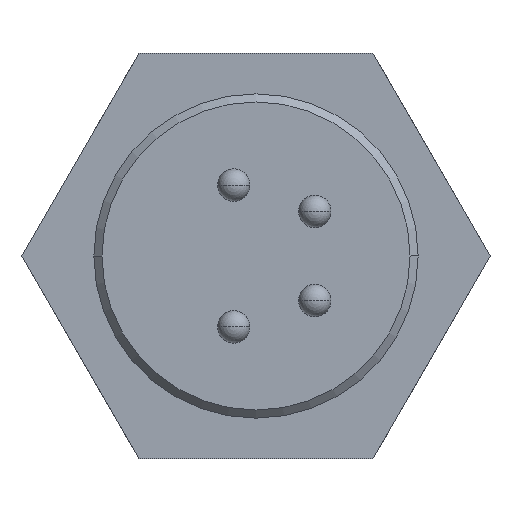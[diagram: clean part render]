
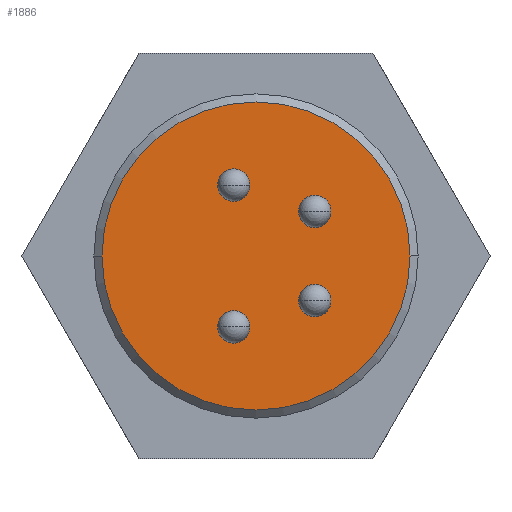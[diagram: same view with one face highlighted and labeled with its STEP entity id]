
A CAD part, left-side view. The second image highlights one B-rep face of the part: STEP entity #1886.
In plain terms, the highlighted planar face has unit normal (-1, 0, 0).
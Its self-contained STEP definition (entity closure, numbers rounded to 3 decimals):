
#42=CARTESIAN_POINT('',(0.,0.,0.));
#43=DIRECTION('',(-1.,0.,0.));
#44=DIRECTION('',(0.,-1.,0.));
#45=AXIS2_PLACEMENT_3D('',#42,#43,#44);
#47=CARTESIAN_POINT('',(0.,0.,0.));
#48=DIRECTION('',(-1.,0.,0.));
#49=DIRECTION('',(0.,1.,0.));
#50=AXIS2_PLACEMENT_3D('',#47,#48,#49);
#52=CARTESIAN_POINT('',(0.,0.55,-1.75));
#53=DIRECTION('',(-1.,0.,0.));
#54=DIRECTION('',(0.,-1.,0.));
#55=AXIS2_PLACEMENT_3D('',#52,#53,#54);
#57=CARTESIAN_POINT('',(0.,0.55,-1.75));
#58=DIRECTION('',(-1.,0.,0.));
#59=DIRECTION('',(0.,1.,0.));
#60=AXIS2_PLACEMENT_3D('',#57,#58,#59);
#62=CARTESIAN_POINT('',(0.,-1.45,-1.1));
#63=DIRECTION('',(-1.,0.,0.));
#64=DIRECTION('',(0.,-1.,0.));
#65=AXIS2_PLACEMENT_3D('',#62,#63,#64);
#67=CARTESIAN_POINT('',(0.,-1.45,-1.1));
#68=DIRECTION('',(-1.,0.,0.));
#69=DIRECTION('',(0.,1.,0.));
#70=AXIS2_PLACEMENT_3D('',#67,#68,#69);
#72=CARTESIAN_POINT('',(0.,-1.45,1.1));
#73=DIRECTION('',(-1.,0.,0.));
#74=DIRECTION('',(0.,-1.,0.));
#75=AXIS2_PLACEMENT_3D('',#72,#73,#74);
#77=CARTESIAN_POINT('',(0.,-1.45,1.1));
#78=DIRECTION('',(-1.,0.,0.));
#79=DIRECTION('',(0.,1.,0.));
#80=AXIS2_PLACEMENT_3D('',#77,#78,#79);
#82=CARTESIAN_POINT('',(0.,0.55,1.75));
#83=DIRECTION('',(-1.,0.,0.));
#84=DIRECTION('',(0.,-1.,0.));
#85=AXIS2_PLACEMENT_3D('',#82,#83,#84);
#87=CARTESIAN_POINT('',(0.,0.55,1.75));
#88=DIRECTION('',(-1.,0.,0.));
#89=DIRECTION('',(0.,1.,0.));
#90=AXIS2_PLACEMENT_3D('',#87,#88,#89);
#1785=CARTESIAN_POINT('',(0.,-3.8,0.));
#1786=CARTESIAN_POINT('',(0.,3.8,0.));
#1787=VERTEX_POINT('',#1785);
#1788=VERTEX_POINT('',#1786);
#1803=CARTESIAN_POINT('',(0.,0.15,-1.75));
#1804=CARTESIAN_POINT('',(0.,0.95,-1.75));
#1805=VERTEX_POINT('',#1803);
#1806=VERTEX_POINT('',#1804);
#1807=CARTESIAN_POINT('',(0.,-1.85,-1.1));
#1808=CARTESIAN_POINT('',(0.,-1.05,-1.1));
#1809=VERTEX_POINT('',#1807);
#1810=VERTEX_POINT('',#1808);
#1811=CARTESIAN_POINT('',(0.,-1.85,1.1));
#1812=CARTESIAN_POINT('',(0.,-1.05,1.1));
#1813=VERTEX_POINT('',#1811);
#1814=VERTEX_POINT('',#1812);
#1815=CARTESIAN_POINT('',(0.,0.15,1.75));
#1816=CARTESIAN_POINT('',(0.,0.95,1.75));
#1817=VERTEX_POINT('',#1815);
#1818=VERTEX_POINT('',#1816);
#1852=CARTESIAN_POINT('',(0.,0.,0.));
#1853=DIRECTION('',(1.,0.,0.));
#1854=DIRECTION('',(0.,-1.,0.));
#1855=AXIS2_PLACEMENT_3D('',#1852,#1853,#1854);
#1856=PLANE('',#1855);
#1858=ORIENTED_EDGE('',*,*,#1857,.F.);
#1860=ORIENTED_EDGE('',*,*,#1859,.F.);
#1861=EDGE_LOOP('',(#1858,#1860));
#1862=FACE_OUTER_BOUND('',#1861,.F.);
#1864=ORIENTED_EDGE('',*,*,#1863,.T.);
#1866=ORIENTED_EDGE('',*,*,#1865,.T.);
#1867=EDGE_LOOP('',(#1864,#1866));
#1868=FACE_BOUND('',#1867,.F.);
#1870=ORIENTED_EDGE('',*,*,#1869,.T.);
#1872=ORIENTED_EDGE('',*,*,#1871,.T.);
#1873=EDGE_LOOP('',(#1870,#1872));
#1874=FACE_BOUND('',#1873,.F.);
#1876=ORIENTED_EDGE('',*,*,#1875,.T.);
#1878=ORIENTED_EDGE('',*,*,#1877,.T.);
#1879=EDGE_LOOP('',(#1876,#1878));
#1880=FACE_BOUND('',#1879,.F.);
#1881=ORIENTED_EDGE('',*,*,#1834,.T.);
#1883=ORIENTED_EDGE('',*,*,#1882,.T.);
#1884=EDGE_LOOP('',(#1881,#1883));
#1885=FACE_BOUND('',#1884,.F.);
#1886=ADVANCED_FACE('',(#1862,#1868,#1874,#1880,#1885),#1856,.F.);
#46=CIRCLE('',#45,3.8);
#51=CIRCLE('',#50,3.8);
#56=CIRCLE('',#55,0.4);
#61=CIRCLE('',#60,0.4);
#66=CIRCLE('',#65,0.4);
#71=CIRCLE('',#70,0.4);
#76=CIRCLE('',#75,0.4);
#81=CIRCLE('',#80,0.4);
#86=CIRCLE('',#85,0.4);
#91=CIRCLE('',#90,0.4);
#1834=EDGE_CURVE('',#1817,#1818,#86,.T.);
#1857=EDGE_CURVE('',#1787,#1788,#46,.T.);
#1859=EDGE_CURVE('',#1788,#1787,#51,.T.);
#1863=EDGE_CURVE('',#1805,#1806,#56,.T.);
#1865=EDGE_CURVE('',#1806,#1805,#61,.T.);
#1869=EDGE_CURVE('',#1809,#1810,#66,.T.);
#1871=EDGE_CURVE('',#1810,#1809,#71,.T.);
#1875=EDGE_CURVE('',#1813,#1814,#76,.T.);
#1877=EDGE_CURVE('',#1814,#1813,#81,.T.);
#1882=EDGE_CURVE('',#1818,#1817,#91,.T.);
